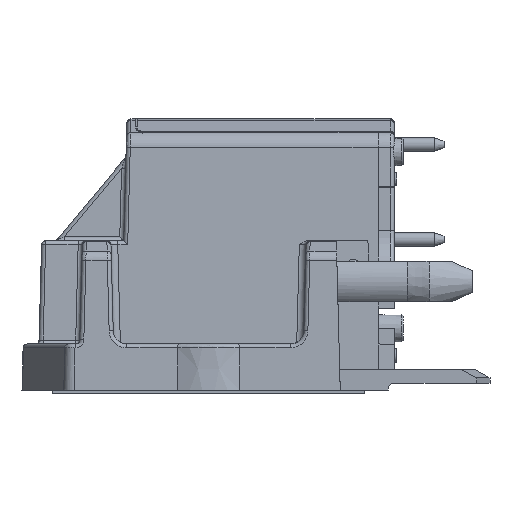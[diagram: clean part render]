
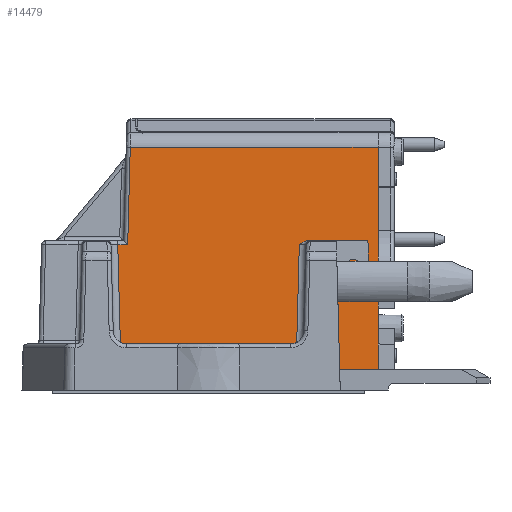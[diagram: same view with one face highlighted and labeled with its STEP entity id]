
A CAD part, left-side view. The second image highlights one B-rep face of the part: STEP entity #14479.
In plain terms, the highlighted planar face has unit normal (-1, 0, 0.026).
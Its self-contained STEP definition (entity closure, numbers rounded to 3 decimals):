
#176=B_SPLINE_CURVE_WITH_KNOTS('',3,(#21101,#21102,#21103,#21104),
 .UNSPECIFIED.,.F.,.F.,(4,4),(0.,0.001),.UNSPECIFIED.);
#530=ELLIPSE('',#15554,0.3,0.3);
#802=LINE('',#20876,#2097);
#809=LINE('',#20891,#2104);
#818=LINE('',#20908,#2113);
#878=LINE('',#21089,#2173);
#879=LINE('',#21091,#2174);
#880=LINE('',#21093,#2175);
#881=LINE('',#21095,#2176);
#882=LINE('',#21097,#2177);
#883=LINE('',#21099,#2178);
#884=LINE('',#21106,#2179);
#885=LINE('',#21110,#2180);
#886=LINE('',#21111,#2181);
#2097=VECTOR('',#16936,1000.);
#2104=VECTOR('',#16945,1000.);
#2113=VECTOR('',#16956,1000.);
#2173=VECTOR('',#17062,1000.);
#2174=VECTOR('',#17063,1000.);
#2175=VECTOR('',#17064,1000.);
#2176=VECTOR('',#17065,1000.);
#2177=VECTOR('',#17066,1000.);
#2178=VECTOR('',#17067,1000.);
#2179=VECTOR('',#17068,1000.);
#2180=VECTOR('',#17071,1000.);
#2181=VECTOR('',#17072,1000.);
#3917=ORIENTED_EDGE('',*,*,#8248,.T.);
#3918=ORIENTED_EDGE('',*,*,#8249,.T.);
#3919=ORIENTED_EDGE('',*,*,#8250,.T.);
#3920=ORIENTED_EDGE('',*,*,#8251,.T.);
#3921=ORIENTED_EDGE('',*,*,#8252,.T.);
#3922=ORIENTED_EDGE('',*,*,#8253,.T.);
#3923=ORIENTED_EDGE('',*,*,#8254,.T.);
#3924=ORIENTED_EDGE('',*,*,#8255,.T.);
#3925=ORIENTED_EDGE('',*,*,#8256,.T.);
#3926=ORIENTED_EDGE('',*,*,#8257,.T.);
#3927=ORIENTED_EDGE('',*,*,#8174,.T.);
#3928=ORIENTED_EDGE('',*,*,#8158,.F.);
#3929=ORIENTED_EDGE('',*,*,#8258,.F.);
#3930=ORIENTED_EDGE('',*,*,#8165,.F.);
#8158=EDGE_CURVE('',#10327,#10329,#802,.T.);
#8165=EDGE_CURVE('',#10335,#10332,#809,.T.);
#8174=EDGE_CURVE('',#10343,#10329,#818,.T.);
#8248=EDGE_CURVE('',#10335,#10411,#878,.T.);
#8249=EDGE_CURVE('',#10411,#10412,#879,.F.);
#8250=EDGE_CURVE('',#10412,#10413,#880,.F.);
#8251=EDGE_CURVE('',#10413,#10414,#881,.F.);
#8252=EDGE_CURVE('',#10414,#10415,#882,.T.);
#8253=EDGE_CURVE('',#10415,#10416,#883,.T.);
#8254=EDGE_CURVE('',#10416,#10417,#176,.F.);
#8255=EDGE_CURVE('',#10417,#10418,#884,.F.);
#8256=EDGE_CURVE('',#10418,#10419,#530,.F.);
#8257=EDGE_CURVE('',#10419,#10343,#885,.T.);
#8258=EDGE_CURVE('',#10332,#10327,#886,.F.);
#10327=VERTEX_POINT('',#20874);
#10329=VERTEX_POINT('',#20877);
#10332=VERTEX_POINT('',#20884);
#10335=VERTEX_POINT('',#20890);
#10343=VERTEX_POINT('',#20909);
#10411=VERTEX_POINT('',#21090);
#10412=VERTEX_POINT('',#21092);
#10413=VERTEX_POINT('',#21094);
#10414=VERTEX_POINT('',#21096);
#10415=VERTEX_POINT('',#21098);
#10416=VERTEX_POINT('',#21100);
#10417=VERTEX_POINT('',#21105);
#10418=VERTEX_POINT('',#21107);
#10419=VERTEX_POINT('',#21109);
#12021=EDGE_LOOP('',(#3917,#3918,#3919,#3920,#3921,#3922,#3923,#3924,#3925,
#3926,#3927,#3928,#3929,#3930));
#13029=FACE_BOUND('',#12021,.T.);
#14025=PLANE('',#15553);
#14479=ADVANCED_FACE('',(#13029),#14025,.T.);
#15553=AXIS2_PLACEMENT_3D('',#21088,#17060,#17061);
#15554=AXIS2_PLACEMENT_3D('',#21108,#17069,#17070);
#16936=DIRECTION('',(-0.026,0.,-1.));
#16945=DIRECTION('',(-0.026,0.,-1.));
#16956=DIRECTION('',(0.,-1.,0.));
#17060=DIRECTION('',(-1.,0.,0.026));
#17061=DIRECTION('',(0.026,0.,1.));
#17062=DIRECTION('',(0.,1.,0.));
#17063=DIRECTION('',(0.026,-0.026,0.999));
#17064=DIRECTION('',(0.,-1.,0.));
#17065=DIRECTION('',(0.026,0.026,0.999));
#17066=DIRECTION('',(0.,-1.,0.));
#17067=DIRECTION('',(0.026,-0.026,0.999));
#17068=DIRECTION('',(0.,1.,0.));
#17069=DIRECTION('',(-1.,0.,0.026));
#17070=DIRECTION('',(0.026,0.,1.));
#17071=DIRECTION('',(-0.026,-0.026,-0.999));
#17072=DIRECTION('',(0.026,0.,1.));
#20874=CARTESIAN_POINT('',(-30.5,-12.5,3.4));
#20876=CARTESIAN_POINT('',(-30.327,-12.5,9.998));
#20877=CARTESIAN_POINT('',(-30.55,-12.5,1.5));
#20884=CARTESIAN_POINT('',(-30.196,-12.5,15.01));
#20890=CARTESIAN_POINT('',(-30.12,-12.5,17.898));
#20891=CARTESIAN_POINT('',(-30.327,-12.5,9.998));
#20908=CARTESIAN_POINT('',(-30.55,79.285,1.5));
#20909=CARTESIAN_POINT('',(-30.55,-9.67,1.5));
#21088=CARTESIAN_POINT('',(-30.5,0.,3.4));
#21089=CARTESIAN_POINT('',(-30.12,0.,17.898));
#21090=CARTESIAN_POINT('',(-30.12,5.769,17.898));
#21091=CARTESIAN_POINT('',(-30.496,6.145,3.561));
#21092=CARTESIAN_POINT('',(-30.309,5.958,10.708));
#21093=CARTESIAN_POINT('',(-30.309,6.699,10.708));
#21094=CARTESIAN_POINT('',(-30.309,6.692,10.708));
#21095=CARTESIAN_POINT('',(-30.5,6.501,3.413));
#21096=CARTESIAN_POINT('',(-30.5,6.5,3.4));
#21097=CARTESIAN_POINT('',(-30.5,0.,3.4));
#21098=CARTESIAN_POINT('',(-30.5,-6.5,3.4));
#21099=CARTESIAN_POINT('',(-30.301,-6.7,11.013));
#21100=CARTESIAN_POINT('',(-30.309,-6.692,10.708));
#21101=CARTESIAN_POINT('',(-30.301,-7.31,11.));
#21102=CARTESIAN_POINT('',(-30.301,-7.075,11.));
#21103=CARTESIAN_POINT('',(-30.305,-6.875,10.85));
#21104=CARTESIAN_POINT('',(-30.309,-6.692,10.708));
#21105=CARTESIAN_POINT('',(-30.301,-7.31,11.));
#21106=CARTESIAN_POINT('',(-30.301,0.,11.));
#21107=CARTESIAN_POINT('',(-30.301,-9.129,11.));
#21108=CARTESIAN_POINT('',(-30.309,-9.129,10.7));
#21109=CARTESIAN_POINT('',(-30.309,-9.429,10.708));
#21110=CARTESIAN_POINT('',(-30.385,-9.506,7.775));
#21111=CARTESIAN_POINT('',(-30.301,-12.5,10.995));
